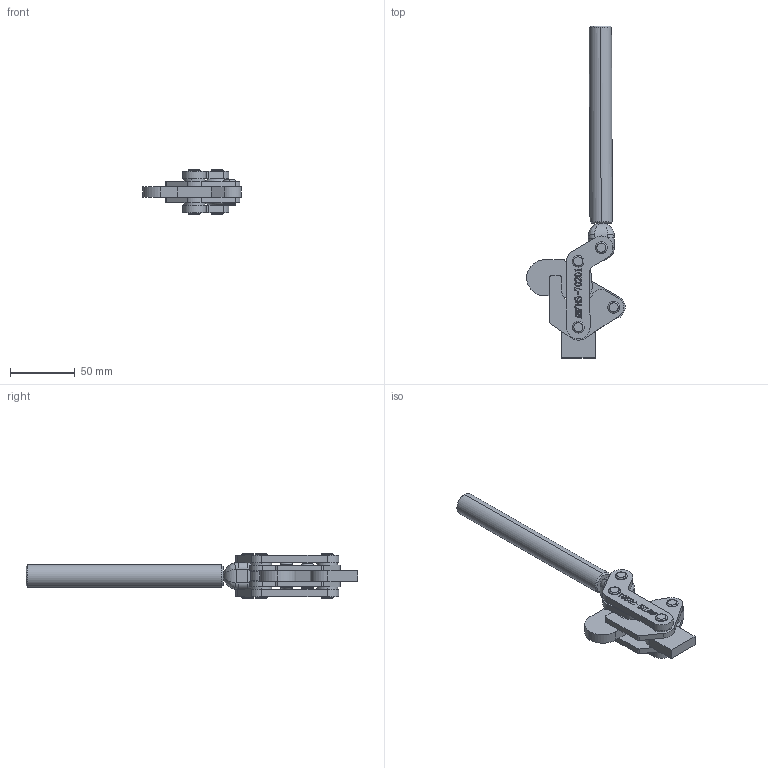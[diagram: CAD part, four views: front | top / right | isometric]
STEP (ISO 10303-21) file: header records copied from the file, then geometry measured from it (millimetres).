
FILE_DESCRIPTION (( 'STEP AP203' ), '1' );
FILE_NAME ('HS-70201 装配体.STEP', '2018-12-07T08:27:54', ( 'PCOS' ), ( '微软中国' ), 'SwSTEP 2.0', 'SolidWorks 2012', '' );
FILE_SCHEMA (( 'CONFIG_CONTROL_DESIGN' ));
Length unit declared in the file: millimetre
Products named in the file (11): HS-70201 蚾饜极; 釱; 揤參; 种粣; 种2; 种1; 忒梟; 忒參; 蟀裝; 菜え; 菁釱
Assembly tree (18 placements, depth 2):
  HS-70201 蚾饜极
    菁釱
    菜え  x4
    蟀裝  x2
    忒參
    忒梟  x2
    种1  x2
    种2  x3
    种粣
    揤參
    釱
Bounding box: 76.25 x 256.82 x 34.8 mm (x, y, z)
Volume: 106205 mm3; surface area: 46530.1 mm2
Topology: 20 solids, 20 shells, 908 faces, 2372 edges, 1568 vertices
Faces by surface type: plane 430, bspline 260, cylinder 184, torus 26, cone 8
Entity records: 22326 total; most frequent: CARTESIAN_POINT 9425, ORIENTED_EDGE 2566, DIRECTION 2035, EDGE_CURVE 1283, VERTEX_POINT 846, VECTOR 771, LINE 771, AXIS2_PLACEMENT_3D 632
